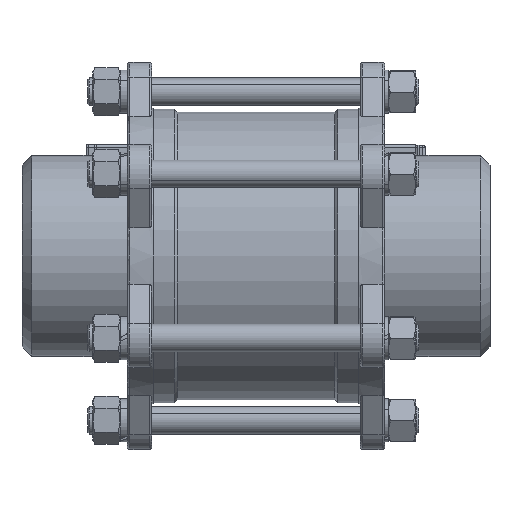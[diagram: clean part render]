
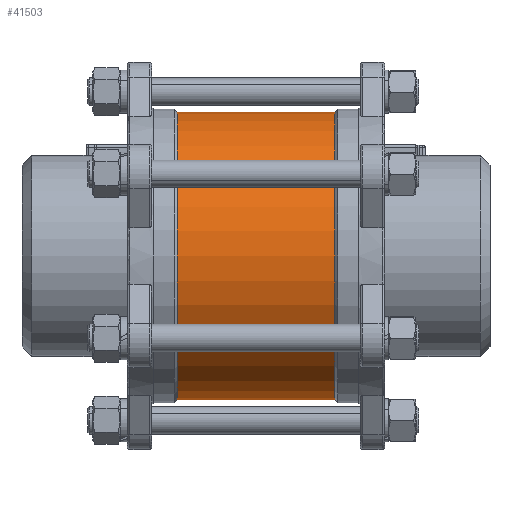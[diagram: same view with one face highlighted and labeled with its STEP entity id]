
A CAD part, front view. The second image highlights one B-rep face of the part: STEP entity #41503.
In plain terms, the highlighted cylindrical face has radius 83 mm (diameter 166 mm), a partial arc.
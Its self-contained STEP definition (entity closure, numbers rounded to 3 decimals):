
#3621=CIRCLE('',#44683,83.);
#3623=CIRCLE('',#44686,83.);
#5585=CYLINDRICAL_SURFACE('',#44688,83.);
#7941=ORIENTED_EDGE('',*,*,#20065,.F.);
#7942=ORIENTED_EDGE('',*,*,#20062,.T.);
#7943=ORIENTED_EDGE('',*,*,#20066,.T.);
#7944=ORIENTED_EDGE('',*,*,#20058,.F.);
#20058=EDGE_CURVE('',#26169,#26171,#3621,.T.);
#20062=EDGE_CURVE('',#26175,#26173,#3623,.T.);
#20065=EDGE_CURVE('',#26175,#26169,#29976,.T.);
#20066=EDGE_CURVE('',#26173,#26171,#29977,.T.);
#26169=VERTEX_POINT('',#77637);
#26171=VERTEX_POINT('',#77640);
#26173=VERTEX_POINT('',#77646);
#26175=VERTEX_POINT('',#77649);
#29976=LINE('',#77654,#32146);
#29977=LINE('',#77655,#32147);
#32146=VECTOR('',#49670,1000.);
#32147=VECTOR('',#49671,1000.);
#34391=EDGE_LOOP('',(#7941,#7942,#7943,#7944));
#37557=FACE_BOUND('',#34391,.T.);
#41503=ADVANCED_FACE('',(#37557),#5585,.T.);
#44683=AXIS2_PLACEMENT_3D('',#77639,#49655,#49656);
#44686=AXIS2_PLACEMENT_3D('',#77648,#49663,#49664);
#44688=AXIS2_PLACEMENT_3D('',#77653,#49668,#49669);
#49655=DIRECTION('',(-1.,0.,0.));
#49656=DIRECTION('',(0.,0.,1.));
#49663=DIRECTION('',(-1.,0.,0.));
#49664=DIRECTION('',(0.,0.,1.));
#49668=DIRECTION('',(-1.,0.,0.));
#49669=DIRECTION('',(0.,0.,1.));
#49670=DIRECTION('',(-1.,0.,0.));
#49671=DIRECTION('',(-1.,0.,0.));
#77637=CARTESIAN_POINT('',(-45.45,0.,-83.));
#77639=CARTESIAN_POINT('',(-45.45,0.,0.));
#77640=CARTESIAN_POINT('',(-45.45,0.,83.));
#77646=CARTESIAN_POINT('',(45.45,0.,83.));
#77648=CARTESIAN_POINT('',(45.45,0.,0.));
#77649=CARTESIAN_POINT('',(45.45,0.,-83.));
#77653=CARTESIAN_POINT('',(0.,0.,0.));
#77654=CARTESIAN_POINT('',(0.,0.,-83.));
#77655=CARTESIAN_POINT('',(0.,0.,83.));
